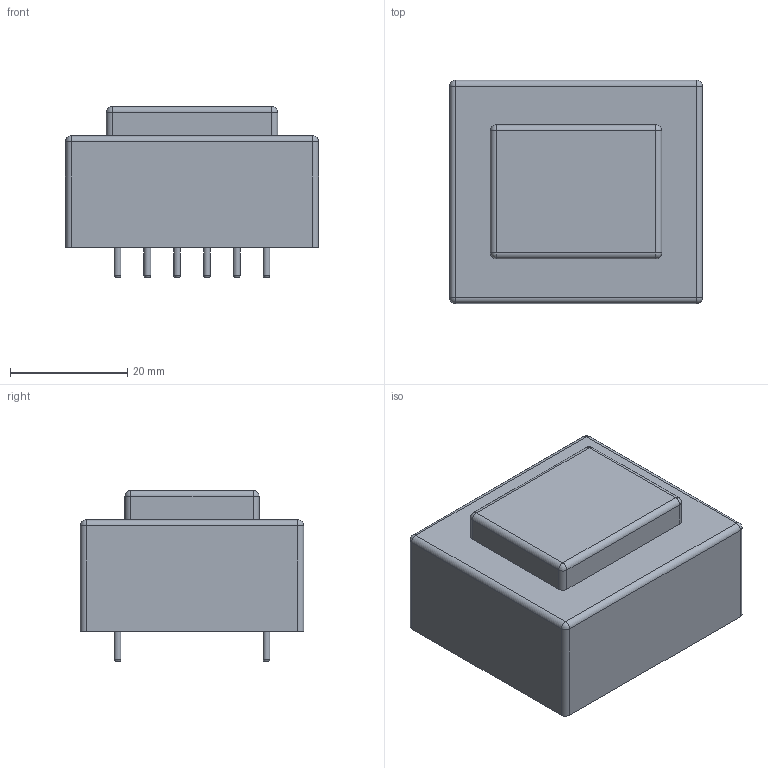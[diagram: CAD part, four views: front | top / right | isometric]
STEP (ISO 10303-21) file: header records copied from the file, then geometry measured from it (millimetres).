
FILE_DESCRIPTION(/* description */ ('model of Transformer_37x44'),/* implementation_level */ '2;1');
FILE_NAME(/* name */ 'Transformer_37x44.step',/* time_stamp */ '2018-11-13T17:52:05',/* author */ ('kicad StepUp','ksu'),/* organization */ ('FreeCAD'),/* preprocessor_version */ 'OCC',/* originating_system */ 'kicad StepUp',/* authorisation */ '');
FILE_SCHEMA(('AUTOMOTIVE_DESIGN { 1 0 10303 214 1 1 1 1 }'));
Length unit declared in the file: millimetre
Products named in the file (3): ASSEMBLY; Transformer_37x045; Transformer_37x44
Assembly tree (2 placements, depth 2):
  ASSEMBLY
    Transformer_37x045
    Transformer_37x44
Bounding box: 43.18 x 38.1 x 29.15 mm (x, y, z)
Volume: 34679.4 mm3; surface area: 7035.3 mm2
Topology: 13 solids, 13 shells, 83 faces, 140 edges, 76 vertices
Faces by surface type: plane 35, cylinder 28, revolution 12, sphere 8
Full cylindrical faces by diameter (mm): 1.154 x12
Entity records: 2105 total; most frequent: CARTESIAN_POINT 378, DIRECTION 372, ORIENTED_EDGE 264, AXIS2_PLACEMENT_3D 154, EDGE_CURVE 132, FACE_BOUND 84, EDGE_LOOP 84, ADVANCED_FACE 83
